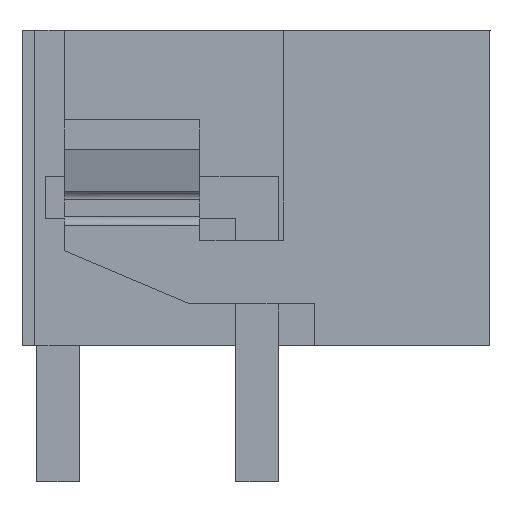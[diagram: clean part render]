
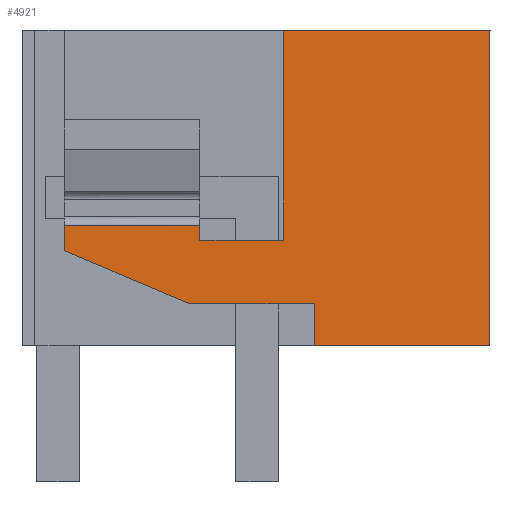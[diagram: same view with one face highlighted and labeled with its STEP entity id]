
A CAD part, left-side view. The second image highlights one B-rep face of the part: STEP entity #4921.
In plain terms, the highlighted planar face has unit normal (-1, 0, 0).
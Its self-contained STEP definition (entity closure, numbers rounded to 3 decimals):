
#4852=AXIS2_PLACEMENT_3D('Plane Axis2P3D',#4849,#4850,#4851) ;
#88=CARTESIAN_POINT('Vertex',(0.,0.,3.2)) ;
#93=CARTESIAN_POINT('Line Origine',(0.,2.075,3.2)) ;
#97=CARTESIAN_POINT('Vertex',(0.,4.15,3.2)) ;
#1677=CARTESIAN_POINT('Vertex',(0.,4.875,10.65)) ;
#1680=CARTESIAN_POINT('Line Origine',(0.,2.437,10.65)) ;
#1684=CARTESIAN_POINT('Vertex',(0.,0.,10.65)) ;
#4736=CARTESIAN_POINT('Line Origine',(0.,0.,6.925)) ;
#4849=CARTESIAN_POINT('Axis2P3D Location',(0.,11.05,0.)) ;
#4854=CARTESIAN_POINT('Line Origine',(0.,4.875,8.175)) ;
#4858=CARTESIAN_POINT('Vertex',(0.,4.875,5.7)) ;
#4861=CARTESIAN_POINT('Line Origine',(0.,5.863,5.7)) ;
#4865=CARTESIAN_POINT('Vertex',(0.,6.85,5.7)) ;
#4868=CARTESIAN_POINT('Line Origine',(0.,6.85,5.875)) ;
#4872=CARTESIAN_POINT('Vertex',(0.,6.85,6.05)) ;
#4875=CARTESIAN_POINT('Line Origine',(0.,8.45,6.05)) ;
#4879=CARTESIAN_POINT('Vertex',(0.,10.05,6.05)) ;
#4882=CARTESIAN_POINT('Line Origine',(0.,10.05,5.75)) ;
#4886=CARTESIAN_POINT('Vertex',(0.,10.05,5.45)) ;
#4889=CARTESIAN_POINT('Line Origine',(0.,8.571,4.823)) ;
#4893=CARTESIAN_POINT('Vertex',(0.,7.092,4.197)) ;
#4896=CARTESIAN_POINT('Line Origine',(0.,5.621,4.197)) ;
#4900=CARTESIAN_POINT('Vertex',(0.,4.15,4.197)) ;
#4903=CARTESIAN_POINT('Line Origine',(0.,4.15,3.698)) ;
#94=DIRECTION('Vector Direction',(0.,1.,0.)) ;
#1681=DIRECTION('Vector Direction',(0.,-1.,0.)) ;
#4737=DIRECTION('Vector Direction',(0.,0.,-1.)) ;
#4850=DIRECTION('Axis2P3D Direction',(-1.,0.,0.)) ;
#4851=DIRECTION('Axis2P3D XDirection',(0.,-1.,0.)) ;
#4855=DIRECTION('Vector Direction',(0.,0.,1.)) ;
#4862=DIRECTION('Vector Direction',(0.,1.,0.)) ;
#4869=DIRECTION('Vector Direction',(0.,0.,1.)) ;
#4876=DIRECTION('Vector Direction',(0.,-1.,0.)) ;
#4883=DIRECTION('Vector Direction',(0.,0.,-1.)) ;
#4890=DIRECTION('Vector Direction',(0.,0.921,0.39)) ;
#4897=DIRECTION('Vector Direction',(0.,-1.,0.)) ;
#4904=DIRECTION('Vector Direction',(0.,0.,-1.)) ;
#95=VECTOR('Line Direction',#94,1.) ;
#1682=VECTOR('Line Direction',#1681,1.) ;
#4738=VECTOR('Line Direction',#4737,1.) ;
#4856=VECTOR('Line Direction',#4855,1.) ;
#4863=VECTOR('Line Direction',#4862,1.) ;
#4870=VECTOR('Line Direction',#4869,1.) ;
#4877=VECTOR('Line Direction',#4876,1.) ;
#4884=VECTOR('Line Direction',#4883,1.) ;
#4891=VECTOR('Line Direction',#4890,1.) ;
#4898=VECTOR('Line Direction',#4897,1.) ;
#4905=VECTOR('Line Direction',#4904,1.) ;
#4909=ORIENTED_EDGE('',*,*,#99,.T.) ;
#4910=ORIENTED_EDGE('',*,*,#4740,.T.) ;
#4911=ORIENTED_EDGE('',*,*,#1686,.T.) ;
#4912=ORIENTED_EDGE('',*,*,#4860,.T.) ;
#4913=ORIENTED_EDGE('',*,*,#4867,.T.) ;
#4914=ORIENTED_EDGE('',*,*,#4874,.T.) ;
#4915=ORIENTED_EDGE('',*,*,#4881,.F.) ;
#4916=ORIENTED_EDGE('',*,*,#4888,.T.) ;
#4917=ORIENTED_EDGE('',*,*,#4895,.T.) ;
#4918=ORIENTED_EDGE('',*,*,#4902,.T.) ;
#4919=ORIENTED_EDGE('',*,*,#4907,.T.) ;
#4921=ADVANCED_FACE('HOUSING',(#4920),#4853,.T.) ;
#99=EDGE_CURVE('',#98,#89,#96,.F.) ;
#1686=EDGE_CURVE('',#1685,#1678,#1683,.F.) ;
#4740=EDGE_CURVE('',#89,#1685,#4739,.F.) ;
#4860=EDGE_CURVE('',#1678,#4859,#4857,.F.) ;
#4867=EDGE_CURVE('',#4859,#4866,#4864,.T.) ;
#4874=EDGE_CURVE('',#4866,#4873,#4871,.T.) ;
#4881=EDGE_CURVE('',#4880,#4873,#4878,.T.) ;
#4888=EDGE_CURVE('',#4880,#4887,#4885,.T.) ;
#4895=EDGE_CURVE('',#4887,#4894,#4892,.F.) ;
#4902=EDGE_CURVE('',#4894,#4901,#4899,.T.) ;
#4907=EDGE_CURVE('',#4901,#98,#4906,.T.) ;
#4908=EDGE_LOOP('',(#4909,#4910,#4911,#4912,#4913,#4914,#4915,#4916,#4917,#4918,#4919)) ;
#4920=FACE_OUTER_BOUND('',#4908,.T.) ;
#96=LINE('Line',#93,#95) ;
#1683=LINE('Line',#1680,#1682) ;
#4739=LINE('Line',#4736,#4738) ;
#4857=LINE('Line',#4854,#4856) ;
#4864=LINE('Line',#4861,#4863) ;
#4871=LINE('Line',#4868,#4870) ;
#4878=LINE('Line',#4875,#4877) ;
#4885=LINE('Line',#4882,#4884) ;
#4892=LINE('Line',#4889,#4891) ;
#4899=LINE('Line',#4896,#4898) ;
#4906=LINE('Line',#4903,#4905) ;
#4853=PLANE('',#4852) ;
#89=VERTEX_POINT('',#88) ;
#98=VERTEX_POINT('',#97) ;
#1678=VERTEX_POINT('',#1677) ;
#1685=VERTEX_POINT('',#1684) ;
#4859=VERTEX_POINT('',#4858) ;
#4866=VERTEX_POINT('',#4865) ;
#4873=VERTEX_POINT('',#4872) ;
#4880=VERTEX_POINT('',#4879) ;
#4887=VERTEX_POINT('',#4886) ;
#4894=VERTEX_POINT('',#4893) ;
#4901=VERTEX_POINT('',#4900) ;
